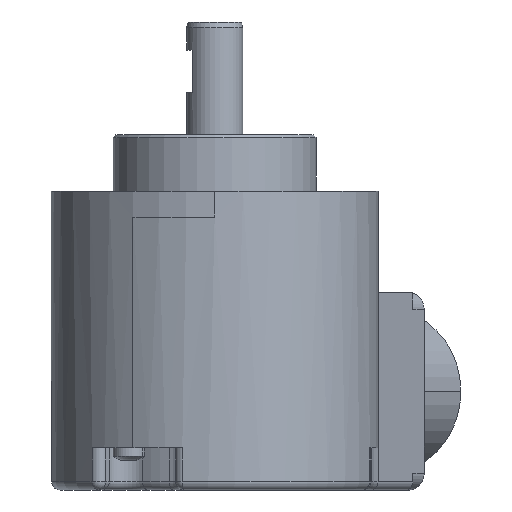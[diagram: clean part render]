
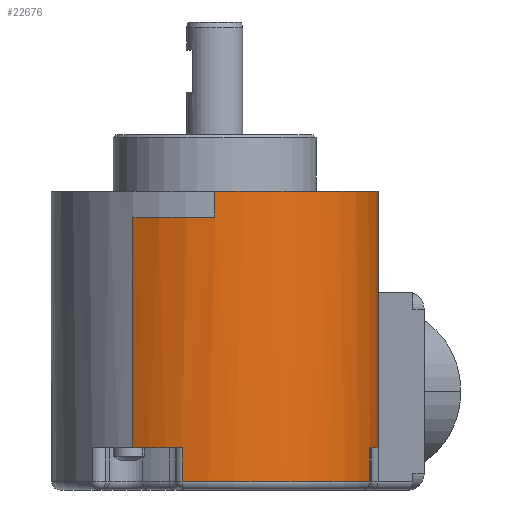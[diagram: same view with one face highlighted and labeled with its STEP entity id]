
A CAD part, left-side view. The second image highlights one B-rep face of the part: STEP entity #22676.
In plain terms, the highlighted cylindrical face has radius 29 mm (diameter 58 mm), a partial arc.
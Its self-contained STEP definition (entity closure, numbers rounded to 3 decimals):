
#3869=CARTESIAN_POINT('',(0.,0.,12.4));
#3870=DIRECTION('',(0.,0.,1.));
#3871=DIRECTION('',(-0.866,0.5,0.));
#3872=AXIS2_PLACEMENT_3D('',#3869,#3870,#3871);
#3874=DIRECTION('',(0.,0.,1.));
#3875=VECTOR('',#3874,4.6);
#3876=CARTESIAN_POINT('',(29.,0.,12.4));
#3877=LINE('',#3876,#3875);
#3960=CARTESIAN_POINT('',(0.,0.,12.4));
#3961=DIRECTION('',(0.,0.,1.));
#3962=DIRECTION('',(0.866,-0.5,0.));
#3963=AXIS2_PLACEMENT_3D('',#3960,#3961,#3962);
#3965=DIRECTION('',(0.,0.,-1.));
#3966=VECTOR('',#3965,13.4);
#3967=CARTESIAN_POINT('',(25.115,-14.5,12.4));
#3968=LINE('',#3967,#3966);
#3969=DIRECTION('',(0.,0.,-1.));
#3970=VECTOR('',#3969,40.9);
#3971=CARTESIAN_POINT('',(-25.115,14.5,12.4));
#3972=LINE('',#3971,#3970);
#3973=DIRECTION('',(0.,0.,1.));
#3974=VECTOR('',#3973,4.6);
#3975=CARTESIAN_POINT('',(-29.,0.,12.4));
#3976=LINE('',#3975,#3974);
#3993=CARTESIAN_POINT('',(0.,0.,-1.));
#3994=DIRECTION('',(0.,0.,1.));
#3995=DIRECTION('',(0.262,-0.965,0.));
#3996=AXIS2_PLACEMENT_3D('',#3993,#3994,#3995);
#8586=DIRECTION('',(0.,0.,1.));
#8587=VECTOR('',#8586,27.5);
#8588=CARTESIAN_POINT('',(7.584,-27.991,-28.5));
#8589=LINE('',#8588,#8587);
#8693=DIRECTION('',(0.,0.,-1.));
#8694=VECTOR('',#8693,6.);
#8695=CARTESIAN_POINT('',(-9.241,-27.488,-28.5));
#8696=LINE('',#8695,#8694);
#8711=CARTESIAN_POINT('',(0.,0.,-34.5));
#8712=DIRECTION('',(0.,0.,-1.));
#8713=DIRECTION('',(-0.319,-0.948,0.));
#8714=AXIS2_PLACEMENT_3D('',#8711,#8712,#8713);
#8745=DIRECTION('',(0.,0.,1.));
#8746=VECTOR('',#8745,6.);
#8747=CARTESIAN_POINT('',(-28.426,5.741,-34.5));
#8748=LINE('',#8747,#8746);
#9511=CARTESIAN_POINT('',(0.,0.,-28.5));
#9512=DIRECTION('',(0.,0.,1.));
#9513=DIRECTION('',(-0.866,0.5,0.));
#9514=AXIS2_PLACEMENT_3D('',#9511,#9512,#9513);
#9979=CARTESIAN_POINT('',(0.,0.,-28.5));
#9980=DIRECTION('',(0.,0.,1.));
#9981=DIRECTION('',(-0.319,-0.948,0.));
#9982=AXIS2_PLACEMENT_3D('',#9979,#9980,#9981);
#10439=CARTESIAN_POINT('',(0.,0.,17.));
#10440=DIRECTION('',(0.,0.,1.));
#10441=DIRECTION('',(-1.,0.,0.));
#10442=AXIS2_PLACEMENT_3D('',#10439,#10440,#10441);
#17620=CARTESIAN_POINT('',(29.,0.,17.));
#17621=CARTESIAN_POINT('',(-29.,0.,17.));
#17622=VERTEX_POINT('',#17620);
#17623=VERTEX_POINT('',#17621);
#17896=CARTESIAN_POINT('',(7.584,-27.991,-1.));
#17897=VERTEX_POINT('',#17896);
#17898=CARTESIAN_POINT('',(25.115,-14.5,-1.));
#17899=VERTEX_POINT('',#17898);
#17907=CARTESIAN_POINT('',(7.584,-27.991,-28.5));
#17909=VERTEX_POINT('',#17907);
#17920=CARTESIAN_POINT('',(-9.241,-27.488,-28.5));
#17921=VERTEX_POINT('',#17920);
#17922=CARTESIAN_POINT('',(-28.426,5.741,-28.5));
#17923=VERTEX_POINT('',#17922);
#17928=CARTESIAN_POINT('',(-25.115,14.5,-28.5));
#17929=VERTEX_POINT('',#17928);
#17992=CARTESIAN_POINT('',(-9.241,-27.488,-34.5));
#17993=CARTESIAN_POINT('',(-28.426,5.741,-34.5));
#17994=VERTEX_POINT('',#17992);
#17995=VERTEX_POINT('',#17993);
#18030=CARTESIAN_POINT('',(-25.115,14.5,12.4));
#18031=CARTESIAN_POINT('',(-29.,0.,12.4));
#18032=VERTEX_POINT('',#18030);
#18033=VERTEX_POINT('',#18031);
#18034=CARTESIAN_POINT('',(25.115,-14.5,12.4));
#18035=CARTESIAN_POINT('',(29.,0.,12.4));
#18036=VERTEX_POINT('',#18034);
#18037=VERTEX_POINT('',#18035);
#22647=CARTESIAN_POINT('',(0.,0.,0.));
#22648=DIRECTION('',(0.,0.,1.));
#22649=DIRECTION('',(1.,0.,0.));
#22650=AXIS2_PLACEMENT_3D('',#22647,#22648,#22649);
#22651=CYLINDRICAL_SURFACE('',#22650,29.);
#22652=ORIENTED_EDGE('',*,*,#22619,.F.);
#22653=ORIENTED_EDGE('',*,*,#22617,.T.);
#22655=ORIENTED_EDGE('',*,*,#22654,.F.);
#22657=ORIENTED_EDGE('',*,*,#22656,.F.);
#22659=ORIENTED_EDGE('',*,*,#22658,.F.);
#22661=ORIENTED_EDGE('',*,*,#22660,.T.);
#22663=ORIENTED_EDGE('',*,*,#22662,.T.);
#22665=ORIENTED_EDGE('',*,*,#22664,.T.);
#22667=ORIENTED_EDGE('',*,*,#22666,.F.);
#22668=ORIENTED_EDGE('',*,*,#22601,.F.);
#22669=ORIENTED_EDGE('',*,*,#22599,.T.);
#22670=ORIENTED_EDGE('',*,*,#22625,.T.);
#22672=ORIENTED_EDGE('',*,*,#22671,.T.);
#22673=ORIENTED_EDGE('',*,*,#22621,.F.);
#22674=EDGE_LOOP('',(#22652,#22653,#22655,#22657,#22659,#22661,#22663,#22665,
#22667,#22668,#22669,#22670,#22672,#22673));
#22675=FACE_OUTER_BOUND('',#22674,.F.);
#3873=CIRCLE('',#3872,29.);
#3964=CIRCLE('',#3963,29.);
#3997=CIRCLE('',#3996,29.);
#8715=CIRCLE('',#8714,29.);
#9515=CIRCLE('',#9514,29.);
#9983=CIRCLE('',#9982,29.);
#10443=CIRCLE('',#10442,29.);
#22599=EDGE_CURVE('',#18032,#18033,#3873,.T.);
#22601=EDGE_CURVE('',#18032,#17929,#3972,.T.);
#22617=EDGE_CURVE('',#18036,#17899,#3968,.T.);
#22619=EDGE_CURVE('',#18036,#18037,#3964,.T.);
#22621=EDGE_CURVE('',#18037,#17622,#3877,.T.);
#22625=EDGE_CURVE('',#18033,#17623,#3976,.T.);
#22654=EDGE_CURVE('',#17897,#17899,#3997,.T.);
#22656=EDGE_CURVE('',#17909,#17897,#8589,.T.);
#22658=EDGE_CURVE('',#17921,#17909,#9983,.T.);
#22660=EDGE_CURVE('',#17921,#17994,#8696,.T.);
#22662=EDGE_CURVE('',#17994,#17995,#8715,.T.);
#22664=EDGE_CURVE('',#17995,#17923,#8748,.T.);
#22666=EDGE_CURVE('',#17929,#17923,#9515,.T.);
#22671=EDGE_CURVE('',#17623,#17622,#10443,.T.);
#22676=ADVANCED_FACE('',(#22675),#22651,.T.);
